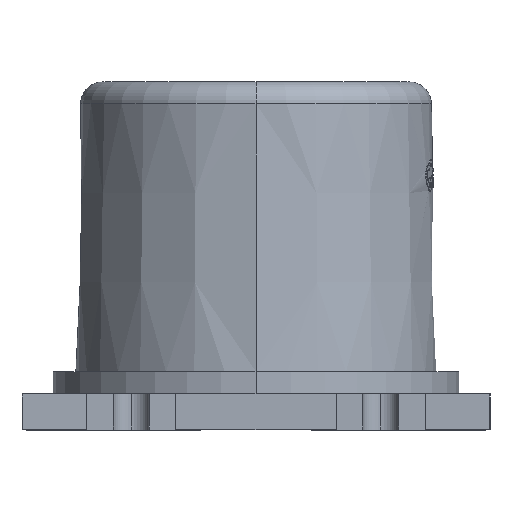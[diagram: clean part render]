
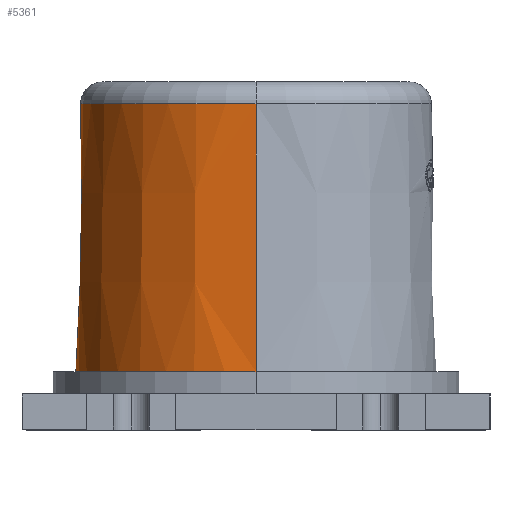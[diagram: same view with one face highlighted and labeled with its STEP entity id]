
A CAD part, left-side view. The second image highlights one B-rep face of the part: STEP entity #5361.
In plain terms, the highlighted conical face has half-angle 1 degrees and reference radius 4.05 mm.
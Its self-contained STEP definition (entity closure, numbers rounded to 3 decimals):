
#502 = EDGE_CURVE ( 'NONE', #15985, #12327, #15469, .T. ) ;
#575 = VECTOR ( 'NONE', #2545, 1000. ) ;
#668 = CARTESIAN_POINT ( 'NONE',  ( 4.05, 0., 0.8 ) ) ;
#1078 = ORIENTED_EDGE ( 'NONE', *, *, #502, .T. ) ;
#1191 = EDGE_CURVE ( 'NONE', #15985, #7883, #10214, .T. ) ;
#1243 = CARTESIAN_POINT ( 'NONE',  ( -3.936, 0., 7.309 ) ) ;
#1254 = EDGE_CURVE ( 'NONE', #12327, #3633, #7945, .T. ) ;
#1533 = DIRECTION ( 'NONE',  ( 0., 0., -1. ) ) ;
#1775 = DIRECTION ( 'NONE',  ( -1., 0., 0. ) ) ;
#2393 = CARTESIAN_POINT ( 'NONE',  ( 0., 0., 0.8 ) ) ;
#2545 = DIRECTION ( 'NONE',  ( -0.017, 0., -1. ) ) ;
#2551 = FACE_OUTER_BOUND ( 'NONE', #10491, .T. ) ;
#3633 = VERTEX_POINT ( 'NONE', #6012 ) ;
#4750 = AXIS2_PLACEMENT_3D ( 'NONE', #2393, #4895, #7714 ) ;
#4790 = CARTESIAN_POINT ( 'NONE',  ( 0., 0., 1.3 ) ) ;
#4895 = DIRECTION ( 'NONE',  ( 0., 0., -1. ) ) ;
#5361 = ADVANCED_FACE ( 'NONE', ( #2551 ), #10893, .T. ) ;
#5542 = DIRECTION ( 'NONE',  ( 0.017, 0., -1. ) ) ;
#6012 = CARTESIAN_POINT ( 'NONE',  ( 4.041, 0., 1.3 ) ) ;
#6253 = ORIENTED_EDGE ( 'NONE', *, *, #1191, .F. ) ;
#7001 = ORIENTED_EDGE ( 'NONE', *, *, #1254, .T. ) ;
#7714 = DIRECTION ( 'NONE',  ( 1., 0., 0. ) ) ;
#7857 = CARTESIAN_POINT ( 'NONE',  ( 0., 0., 7.309 ) ) ;
#7883 = VERTEX_POINT ( 'NONE', #12793 ) ;
#7945 = LINE ( 'NONE', #668, #9629 ) ;
#8244 = AXIS2_PLACEMENT_3D ( 'NONE', #7857, #1533, #1775 ) ;
#8245 = ORIENTED_EDGE ( 'NONE', *, *, #10286, .T. ) ;
#8692 = CIRCLE ( 'NONE', #15370, 4.041 ) ;
#9629 = VECTOR ( 'NONE', #5542, 1000. ) ;
#10214 = LINE ( 'NONE', #12826, #575 ) ;
#10286 = EDGE_CURVE ( 'NONE', #3633, #7883, #8692, .T. ) ;
#10491 = EDGE_LOOP ( 'NONE', ( #6253, #1078, #7001, #8245 ) ) ;
#10893 = CONICAL_SURFACE ( 'NONE', #4750, 4.05, 0.017 ) ;
#12205 = DIRECTION ( 'NONE',  ( 0., 0., 1. ) ) ;
#12327 = VERTEX_POINT ( 'NONE', #15222 ) ;
#12370 = DIRECTION ( 'NONE',  ( 1., 0., 0. ) ) ;
#12793 = CARTESIAN_POINT ( 'NONE',  ( -4.041, 0., 1.3 ) ) ;
#12826 = CARTESIAN_POINT ( 'NONE',  ( -4.05, 0., 0.8 ) ) ;
#15222 = CARTESIAN_POINT ( 'NONE',  ( 3.936, 0., 7.309 ) ) ;
#15370 = AXIS2_PLACEMENT_3D ( 'NONE', #4790, #12205, #12370 ) ;
#15469 = CIRCLE ( 'NONE', #8244, 3.936 ) ;
#15985 = VERTEX_POINT ( 'NONE', #1243 ) ;
